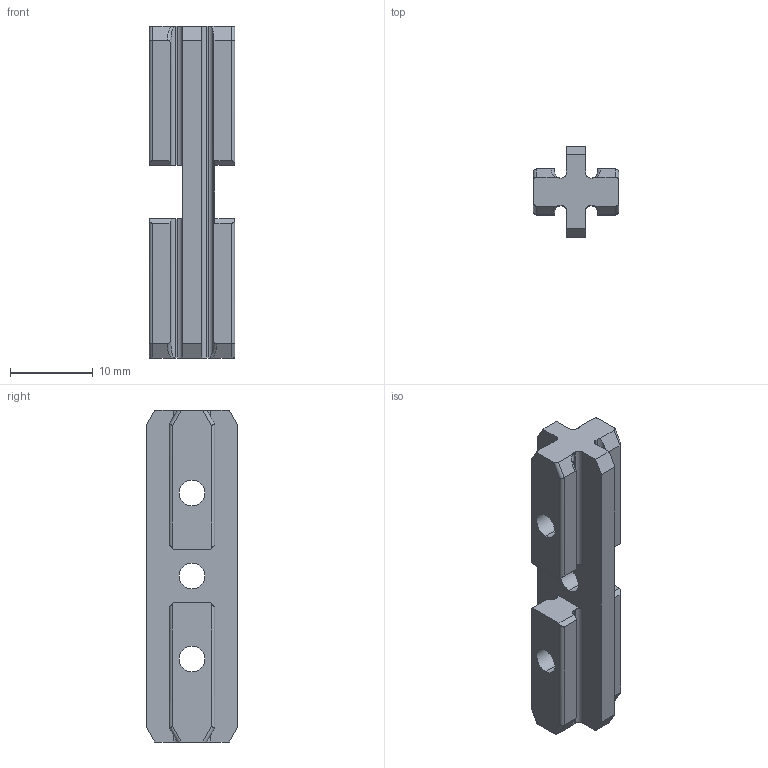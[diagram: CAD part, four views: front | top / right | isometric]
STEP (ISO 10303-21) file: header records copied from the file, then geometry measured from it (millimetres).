
FILE_DESCRIPTION (( 'STEP AP214' ), '1' );
FILE_NAME ('REV-41-1094.STEP', '2015-08-20T16:39:40', ( '' ), ( '' ), 'SwSTEP 2.0', 'SolidWorks 2014', '' );
FILE_SCHEMA (( 'AUTOMOTIVE_DESIGN' ));
Length unit declared in the file: millimetre
Products named in the file (1): REV-41-1094
Bounding box: 10.3 x 10.97 x 40 mm (x, y, z)
Volume: 2118.3 mm3; surface area: 2171.8 mm2
Topology: 1 solids, 1 shells, 101 faces, 285 edges, 186 vertices
Faces by surface type: plane 54, cylinder 40, bspline 7
Entity records: 3593 total; most frequent: CARTESIAN_POINT 1117, ORIENTED_EDGE 570, DIRECTION 439, EDGE_CURVE 285, VERTEX_POINT 186, LINE 177, VECTOR 177, AXIS2_PLACEMENT_3D 131
